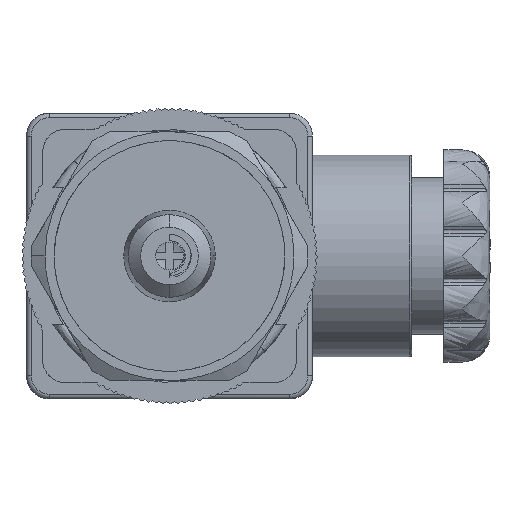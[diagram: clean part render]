
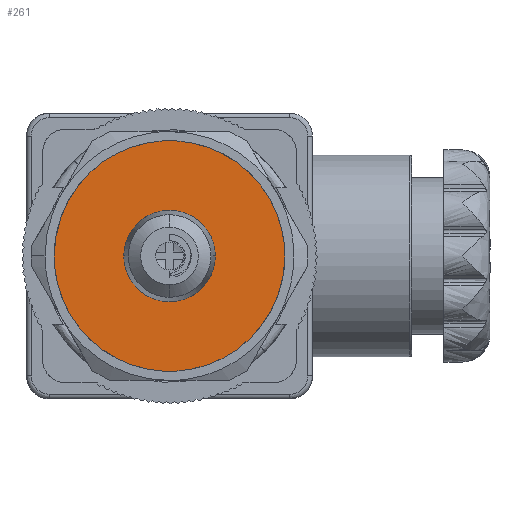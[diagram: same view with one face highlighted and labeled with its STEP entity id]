
A CAD part, front view. The second image highlights one B-rep face of the part: STEP entity #261.
In plain terms, the highlighted planar face has unit normal (0, -1, 0).
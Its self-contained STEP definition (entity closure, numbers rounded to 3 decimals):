
#101=FACE_BOUND('',#1614,.T.);
#261=ADVANCED_FACE('',(#936,#101),#11386,.T.);
#936=FACE_OUTER_BOUND('',#1613,.T.);
#1613=EDGE_LOOP('',(#2464,#2465));
#1614=EDGE_LOOP('',(#2466,#2467));
#2464=ORIENTED_EDGE('',*,*,#6102,.F.);
#2465=ORIENTED_EDGE('',*,*,#6099,.F.);
#2466=ORIENTED_EDGE('',*,*,#6101,.F.);
#2467=ORIENTED_EDGE('',*,*,#6100,.F.);
#6099=EDGE_CURVE('',#10185,#10186,#9462,.T.);
#6100=EDGE_CURVE('',#10187,#10188,#9463,.T.);
#6101=EDGE_CURVE('',#10188,#10187,#9464,.T.);
#6102=EDGE_CURVE('',#10186,#10185,#9465,.T.);
#9462=(
BOUNDED_CURVE()
B_SPLINE_CURVE(2,(#15566,#15567,#15568,#15569,#15570),.UNSPECIFIED.,.F.,
 .F.)
B_SPLINE_CURVE_WITH_KNOTS((3,2,3),(0.,19.635,39.27),
 .UNSPECIFIED.)
CURVE()
GEOMETRIC_REPRESENTATION_ITEM()
RATIONAL_B_SPLINE_CURVE((1.,0.707,1.,0.707,1.))
REPRESENTATION_ITEM('')
);
#9463=(
BOUNDED_CURVE()
B_SPLINE_CURVE(2,(#15571,#15572,#15573,#15574,#15575),.UNSPECIFIED.,.F.,
 .F.)
B_SPLINE_CURVE_WITH_KNOTS((3,2,3),(-15.551,-7.775,
0.),.UNSPECIFIED.)
CURVE()
GEOMETRIC_REPRESENTATION_ITEM()
RATIONAL_B_SPLINE_CURVE((1.,0.707,1.,0.707,1.))
REPRESENTATION_ITEM('')
);
#9464=(
BOUNDED_CURVE()
B_SPLINE_CURVE(2,(#15576,#15577,#15578,#15579,#15580),.UNSPECIFIED.,.F.,
 .F.)
B_SPLINE_CURVE_WITH_KNOTS((3,2,3),(-15.551,-7.775,
0.),.UNSPECIFIED.)
CURVE()
GEOMETRIC_REPRESENTATION_ITEM()
RATIONAL_B_SPLINE_CURVE((1.,0.707,1.,0.707,1.))
REPRESENTATION_ITEM('')
);
#9465=(
BOUNDED_CURVE()
B_SPLINE_CURVE(2,(#15581,#15582,#15583,#15584,#15585),.UNSPECIFIED.,.F.,
 .F.)
B_SPLINE_CURVE_WITH_KNOTS((3,2,3),(0.,19.635,39.27),
 .UNSPECIFIED.)
CURVE()
GEOMETRIC_REPRESENTATION_ITEM()
RATIONAL_B_SPLINE_CURVE((1.,0.707,1.,0.707,1.))
REPRESENTATION_ITEM('')
);
#10185=VERTEX_POINT('',#15562);
#10186=VERTEX_POINT('',#15563);
#10187=VERTEX_POINT('',#15564);
#10188=VERTEX_POINT('',#15565);
#11386=PLANE('',#12065);
#12065=AXIS2_PLACEMENT_3D('',#15561,#12341,$);
#12341=DIRECTION('',(0.,-1.,0.));
#15561=CARTESIAN_POINT('',(15.001,0.,-15.001));
#15562=CARTESIAN_POINT('',(-12.5,0.,0.));
#15563=CARTESIAN_POINT('',(12.5,0.,0.));
#15564=CARTESIAN_POINT('',(4.95,0.,0.));
#15565=CARTESIAN_POINT('',(-4.95,0.,0.));
#15566=CARTESIAN_POINT('',(-12.5,0.,0.));
#15567=CARTESIAN_POINT('',(-12.5,0.,12.5));
#15568=CARTESIAN_POINT('',(0.,0.,
12.5));
#15569=CARTESIAN_POINT('',(12.5,0.,12.5));
#15570=CARTESIAN_POINT('',(12.5,0.,0.));
#15571=CARTESIAN_POINT('',(4.95,0.,0.));
#15572=CARTESIAN_POINT('',(4.95,0.,4.95));
#15573=CARTESIAN_POINT('',(0.,0.,4.95));
#15574=CARTESIAN_POINT('',(-4.95,0.,4.95));
#15575=CARTESIAN_POINT('',(-4.95,0.,0.));
#15576=CARTESIAN_POINT('',(-4.95,0.,0.));
#15577=CARTESIAN_POINT('',(-4.95,0.,-4.95));
#15578=CARTESIAN_POINT('',(0.,0.,-4.95));
#15579=CARTESIAN_POINT('',(4.95,0.,-4.95));
#15580=CARTESIAN_POINT('',(4.95,0.,0.));
#15581=CARTESIAN_POINT('',(12.5,0.,0.));
#15582=CARTESIAN_POINT('',(12.5,0.,-12.5));
#15583=CARTESIAN_POINT('',(0.,0.,-12.5));
#15584=CARTESIAN_POINT('',(-12.5,0.,-12.5));
#15585=CARTESIAN_POINT('',(-12.5,0.,0.));
